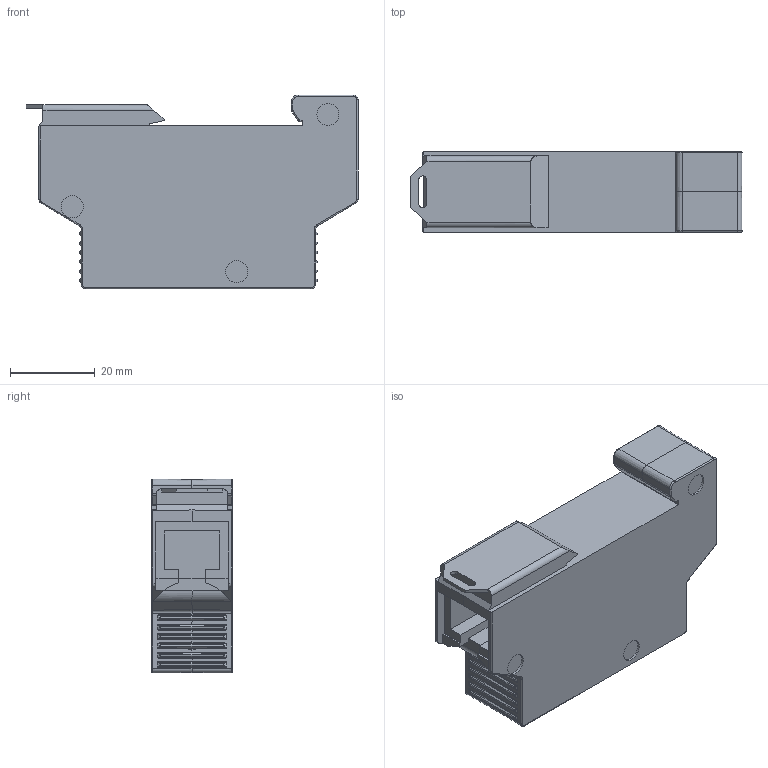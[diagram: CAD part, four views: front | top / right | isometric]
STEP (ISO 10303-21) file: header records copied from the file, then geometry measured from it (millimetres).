
FILE_DESCRIPTION((''),'2;1');
FILE_NAME('LZ_NET6_CUSTOMER','2021-06-30T11:40:29',('sebastjan.kamensek'),('Audax d.o.o.'),'CREO PARAMETRIC BY PTC INC, 2020281','CREO PARAMETRIC BY PTC INC, 2020281','');
FILE_SCHEMA(('AP242_MANAGED_MODEL_BASED_3D_ENGINEERING_MIM_LF { 1 0 10303 442 1 1 4 }'));
Length unit declared in the file: millimetre
Products named in the file (1): LZ_NET6_CUSTOMER
Bounding box: 78.18 x 19 x 45.66 mm (x, y, z)
Volume: 47573.1 mm3; surface area: 11764.7 mm2
Topology: 1 solids, 1 shells, 420 faces, 987 edges, 574 vertices
Faces by surface type: cylinder 179, plane 129, bspline 50, sphere 24, cone 20, torus 18
Entity records: 17376 total; most frequent: CARTESIAN_POINT 7693, ORIENTED_EDGE 1974, DIRECTION 1897, EDGE_CURVE 987, AXIS2_PLACEMENT_3D 674, VERTEX_POINT 574, VECTOR 549, LINE 549
